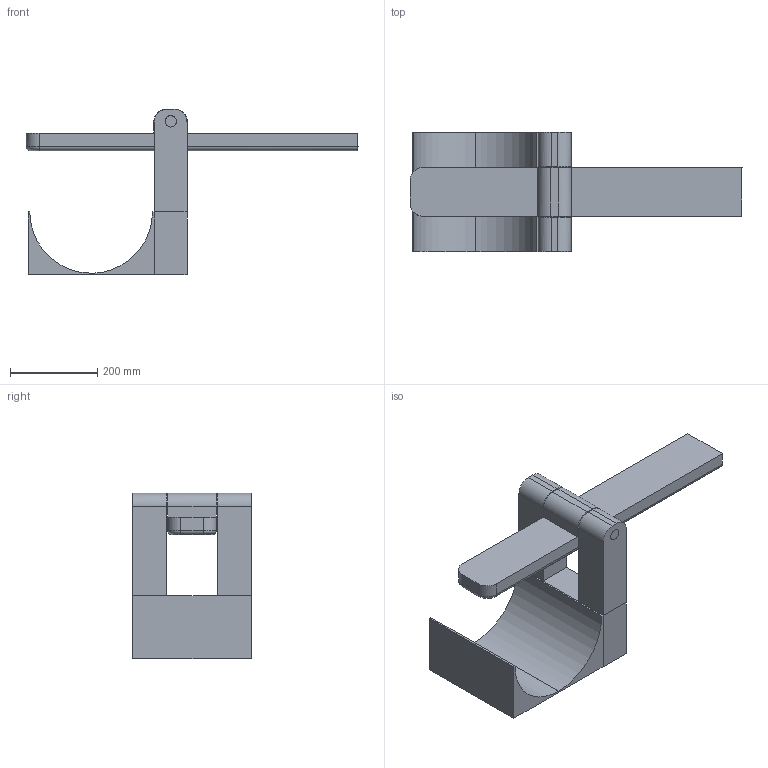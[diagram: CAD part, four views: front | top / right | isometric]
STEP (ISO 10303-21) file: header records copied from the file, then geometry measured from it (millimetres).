
FILE_DESCRIPTION(/* description */ (''),/* implementation_level */ '2;1');
FILE_NAME(/* name */ 'ASSEM_1',/* time_stamp */ '2020-03-12T18:43:38-04:00',/* author */ (''),/* organization */ (''),/* preprocessor_version */ 'ST-DEVELOPER v16.5',/* originating_system */ '',/* authorisation */ '');
FILE_SCHEMA (('AUTOMOTIVE_DESIGN'));
Length unit declared in the file: millimetre
Products named in the file (1): Document
Bounding box: 759 x 272 x 379 mm (x, y, z)
Volume: 12441654.4 mm3; surface area: 892233.8 mm2
Topology: 8 solids, 9 shells, 62 faces, 135 edges, 90 vertices
Faces by surface type: plane 37, bspline 25
Entity records: 1537 total; most frequent: CARTESIAN_POINT 620, ORIENTED_EDGE 266, EDGE_CURVE 135, VERTEX_POINT 90, B_SPLINE_CURVE_WITH_KNOTS 75, ADVANCED_FACE 62, FACE_OUTER_BOUND 62, EDGE_LOOP 62
